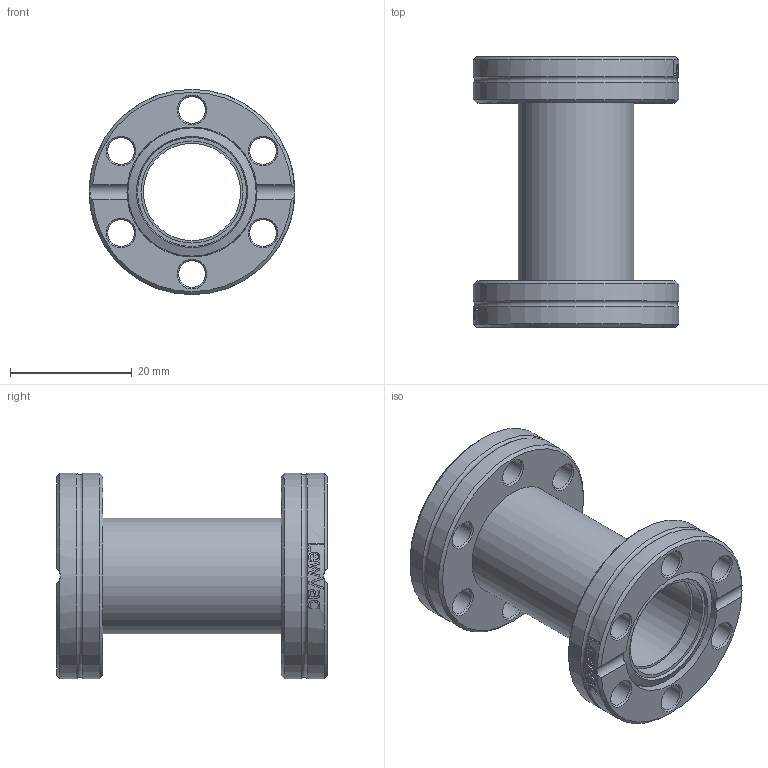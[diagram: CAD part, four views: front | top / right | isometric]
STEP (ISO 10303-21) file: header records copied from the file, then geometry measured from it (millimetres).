
FILE_DESCRIPTION(/* description */ (''),/* implementation_level */ '2;1');
FILE_NAME(/* name */ 'FL-TFA-16.stp',/* time_stamp */ '2018-01-24T13:44:39+00:00',/* author */ ('paul'),/* organization */ (''),/* preprocessor_version */ 'ST-DEVELOPER v16.13',/* originating_system */ 'Autodesk Inventor 2018',/* authorisation */ '');
FILE_SCHEMA (('AUTOMOTIVE_DESIGN { 1 0 10303 214 3 1 1 }'));
Length unit declared in the file: millimetre
Products named in the file (5): FL-TFA-16; FL-16CF-19; FL-16CF-INB19.0; FL-16CF-OUT; Tube
Assembly tree (4 placements, depth 2):
  FL-TFA-16
    FL-16CF-19
    FL-16CF-INB19.0
    FL-16CF-OUT
    Tube
Bounding box: 33.8 x 44.5 x 33.8 mm (x, y, z)
Volume: 11029.9 mm3; surface area: 10984 mm2
Topology: 4 solids, 4 shells, 264 faces, 692 edges, 454 vertices
Faces by surface type: plane 98, bspline 82, cylinder 46, cone 36, torus 2
Full cylindrical faces by diameter (mm): 4.4 x12, 16 x2, 16.8 x1, 19 x1, 19.1 x2, 19.2 x1, 21.1 x1, 21.4 x2, 33.8 x4
Entity records: 10656 total; most frequent: CARTESIAN_POINT 4641, ORIENTED_EDGE 1232, DIRECTION 1028, EDGE_CURVE 616, VERTEX_POINT 438, AXIS2_PLACEMENT_3D 403, EDGE_LOOP 374, FACE_OUTER_BOUND 264
